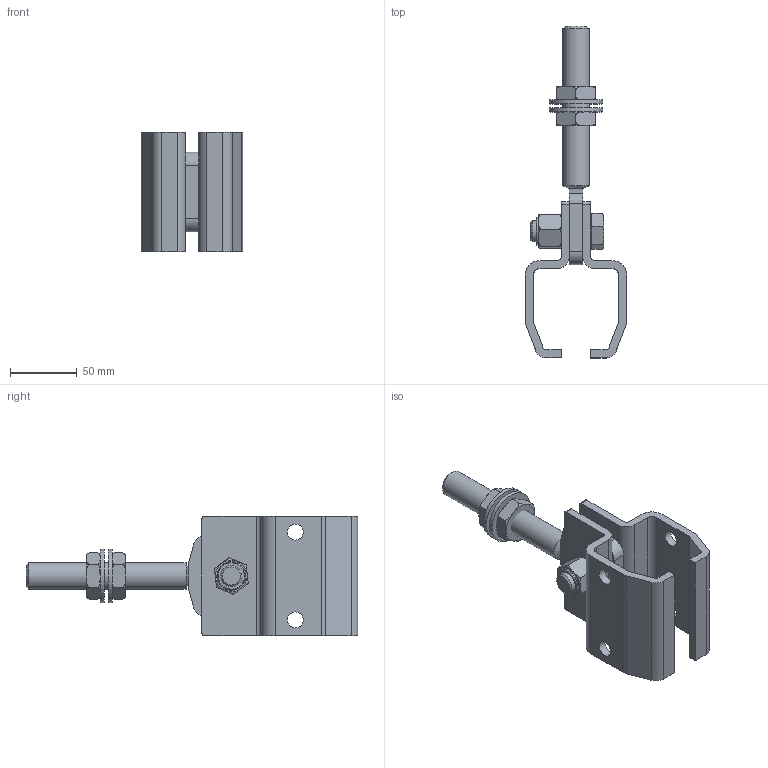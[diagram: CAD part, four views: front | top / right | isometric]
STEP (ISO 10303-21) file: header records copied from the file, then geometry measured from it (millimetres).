
FILE_DESCRIPTION(/* description */ ('Support à Serrage avec Vis d''accrochage'),/* implementation_level */ '2;1');
FILE_NAME(/* name */ '9052.stp',/* time_stamp */ '2019-03-27T14:10:52+01:00',/* author */ ('DBARI'),/* organization */ (''),/* preprocessor_version */ 'ST-DEVELOPER v17.2',/* originating_system */ 'Autodesk Inventor 2019',/* authorisation */ '');
FILE_SCHEMA (('AUTOMOTIVE_DESIGN { 1 0 10303 214 3 1 1 }'));
Length unit declared in the file: millimetre
Products named in the file (7): 9052; 16133-A; 04026; 06027; 15748; 06017; 16147
Assembly tree (9 placements, depth 2):
  9052
    16133-A  x2
    04026
    06027
    15748  x2
    06017  x2
    16147
Bounding box: 76 x 249 x 90 mm (x, y, z)
Volume: 262688.3 mm3; surface area: 93716.8 mm2
Topology: 9 solids, 9 shells, 156 faces, 384 edges, 249 vertices
Faces by surface type: plane 77, cylinder 42, torus 28, cone 9
Full cylindrical faces by diameter (mm): 12 x4, 13.835 x1, 16 x1, 16.5 x3, 17.294 x2, 20 x1, 20.1 x2, 20.713 x1, 22.49 x1, 40.3 x2
Entity records: 3818 total; most frequent: CARTESIAN_POINT 1085, DIRECTION 543, ORIENTED_EDGE 508, EDGE_CURVE 254, AXIS2_PLACEMENT_3D 217, VERTEX_POINT 165, EDGE_LOOP 121, LINE 109
